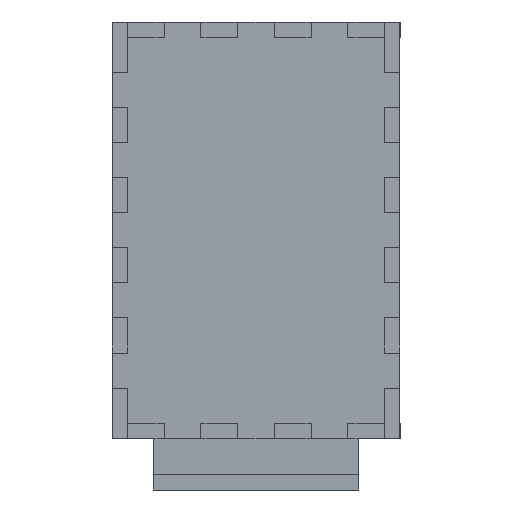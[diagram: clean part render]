
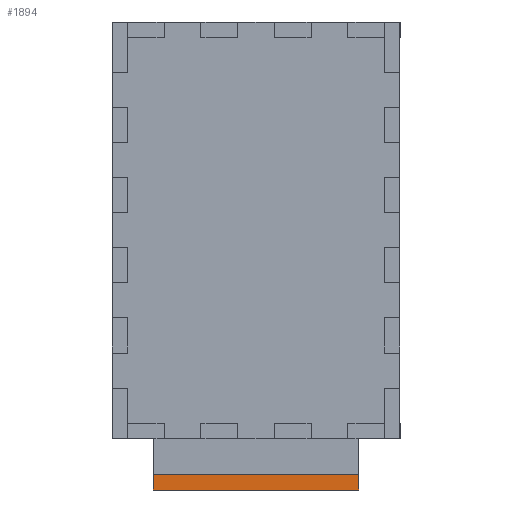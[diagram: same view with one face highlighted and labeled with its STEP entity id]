
A CAD part, front view. The second image highlights one B-rep face of the part: STEP entity #1894.
In plain terms, the highlighted planar face has unit normal (0, -1, 0).
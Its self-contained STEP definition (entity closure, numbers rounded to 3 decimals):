
#232 = FACE_OUTER_BOUND ( 'NONE', #2420, .T. ) ;
#336 = CARTESIAN_POINT ( 'NONE',  ( 20., -5., 1.5 ) ) ;
#446 = CARTESIAN_POINT ( 'NONE',  ( 20., -5., 1.5 ) ) ;
#466 = EDGE_CURVE ( 'NONE', #3062, #5014, #6994, .T. ) ;
#1007 = DIRECTION ( 'NONE',  ( 0., 0., -1. ) ) ;
#1042 = DIRECTION ( 'NONE',  ( 0., 1., 0. ) ) ;
#1088 = LINE ( 'NONE', #3356, #4246 ) ;
#1604 = ORIENTED_EDGE ( 'NONE', *, *, #466, .F. ) ;
#1658 = ORIENTED_EDGE ( 'NONE', *, *, #2316, .T. ) ;
#1788 = ORIENTED_EDGE ( 'NONE', *, *, #8060, .F. ) ;
#1894 = ADVANCED_FACE ( 'NONE', ( #232 ), #7382, .F. ) ;
#2113 = DIRECTION ( 'NONE',  ( 1., 0., 0. ) ) ;
#2172 = DIRECTION ( 'NONE',  ( 0., 0., -1. ) ) ;
#2316 = EDGE_CURVE ( 'NONE', #3062, #2836, #7388, .T. ) ;
#2420 = EDGE_LOOP ( 'NONE', ( #5356, #1788, #1604, #1658 ) ) ;
#2836 = VERTEX_POINT ( 'NONE', #5087 ) ;
#3062 = VERTEX_POINT ( 'NONE', #6285 ) ;
#3356 = CARTESIAN_POINT ( 'NONE',  ( -20., -5., -1.5 ) ) ;
#3901 = VECTOR ( 'NONE', #1007, 1000. ) ;
#4246 = VECTOR ( 'NONE', #2113, 1000. ) ;
#4812 = CARTESIAN_POINT ( 'NONE',  ( -20., -5., 1.5 ) ) ;
#5014 = VERTEX_POINT ( 'NONE', #446 ) ;
#5087 = CARTESIAN_POINT ( 'NONE',  ( -20., -5., -1.5 ) ) ;
#5227 = EDGE_CURVE ( 'NONE', #2836, #7488, #1088, .T. ) ;
#5356 = ORIENTED_EDGE ( 'NONE', *, *, #5227, .T. ) ;
#5467 = DIRECTION ( 'NONE',  ( 1., 0., 0. ) ) ;
#5701 = VECTOR ( 'NONE', #2172, 1000. ) ;
#5896 = LINE ( 'NONE', #336, #3901 ) ;
#5953 = CARTESIAN_POINT ( 'NONE',  ( -20., -5., 1.5 ) ) ;
#5957 = CARTESIAN_POINT ( 'NONE',  ( -20., -5., 1.5 ) ) ;
#6285 = CARTESIAN_POINT ( 'NONE',  ( -20., -5., 1.5 ) ) ;
#6378 = AXIS2_PLACEMENT_3D ( 'NONE', #4812, #1042, #7305 ) ;
#6947 = CARTESIAN_POINT ( 'NONE',  ( 20., -5., -1.5 ) ) ;
#6994 = LINE ( 'NONE', #5953, #7291 ) ;
#7291 = VECTOR ( 'NONE', #5467, 1000. ) ;
#7305 = DIRECTION ( 'NONE',  ( 0., 0., 1. ) ) ;
#7382 = PLANE ( 'NONE',  #6378 ) ;
#7388 = LINE ( 'NONE', #5957, #5701 ) ;
#7488 = VERTEX_POINT ( 'NONE', #6947 ) ;
#8060 = EDGE_CURVE ( 'NONE', #5014, #7488, #5896, .T. ) ;
